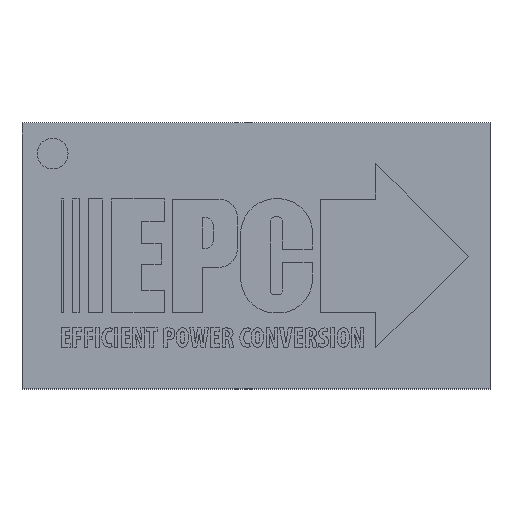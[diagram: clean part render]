
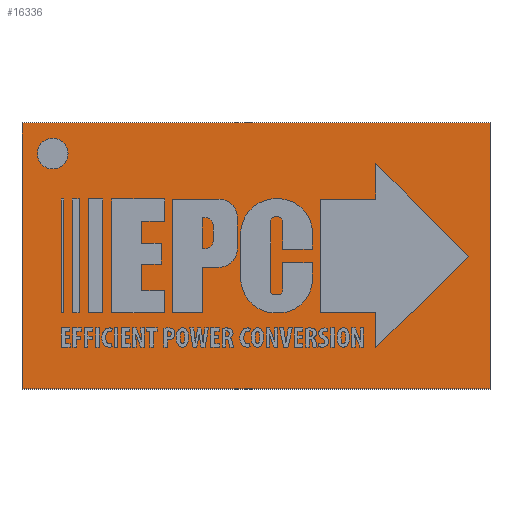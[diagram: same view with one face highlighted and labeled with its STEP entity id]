
A CAD part, top view. The second image highlights one B-rep face of the part: STEP entity #16336.
In plain terms, the highlighted planar face has unit normal (0, 0, 1).
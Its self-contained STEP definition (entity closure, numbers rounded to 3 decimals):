
#16207 = VERTEX_POINT('',#16208);
#16208 = CARTESIAN_POINT('',(2.287,1.3,0.63));
#16214 = EDGE_CURVE('',#16207,#16215,#16217,.T.);
#16215 = VERTEX_POINT('',#16216);
#16216 = CARTESIAN_POINT('',(-2.288,1.3,0.63));
#16217 = LINE('',#16218,#16219);
#16218 = CARTESIAN_POINT('',(2.287,1.3,0.63));
#16219 = VECTOR('',#16220,1.);
#16220 = DIRECTION('',(-1.,0.,0.));
#16245 = EDGE_CURVE('',#16215,#16246,#16248,.T.);
#16246 = VERTEX_POINT('',#16247);
#16247 = CARTESIAN_POINT('',(-2.288,-1.3,0.63));
#16248 = LINE('',#16249,#16250);
#16249 = CARTESIAN_POINT('',(-2.288,1.3,0.63));
#16250 = VECTOR('',#16251,1.);
#16251 = DIRECTION('',(0.,-1.,0.));
#16276 = EDGE_CURVE('',#16246,#16277,#16279,.T.);
#16277 = VERTEX_POINT('',#16278);
#16278 = CARTESIAN_POINT('',(2.287,-1.3,0.63));
#16279 = LINE('',#16280,#16281);
#16280 = CARTESIAN_POINT('',(-2.288,-1.3,0.63));
#16281 = VECTOR('',#16282,1.);
#16282 = DIRECTION('',(1.,0.,0.));
#16307 = EDGE_CURVE('',#16277,#16207,#16308,.T.);
#16308 = LINE('',#16309,#16310);
#16309 = CARTESIAN_POINT('',(2.287,-1.3,0.63));
#16310 = VECTOR('',#16311,1.);
#16311 = DIRECTION('',(0.,1.,0.));
#16336 = ADVANCED_FACE('',(#16337),#16343,.F.);
#16337 = FACE_BOUND('',#16338,.T.);
#16338 = EDGE_LOOP('',(#16339,#16340,#16341,#16342));
#16339 = ORIENTED_EDGE('',*,*,#16214,.T.);
#16340 = ORIENTED_EDGE('',*,*,#16245,.T.);
#16341 = ORIENTED_EDGE('',*,*,#16276,.T.);
#16342 = ORIENTED_EDGE('',*,*,#16307,.T.);
#16343 = PLANE('',#16344);
#16344 = AXIS2_PLACEMENT_3D('',#16345,#16346,#16347);
#16345 = CARTESIAN_POINT('',(2.287,1.3,0.63));
#16346 = DIRECTION('',(-0.,0.,-1.));
#16347 = DIRECTION('',(-1.,0.,0.));
